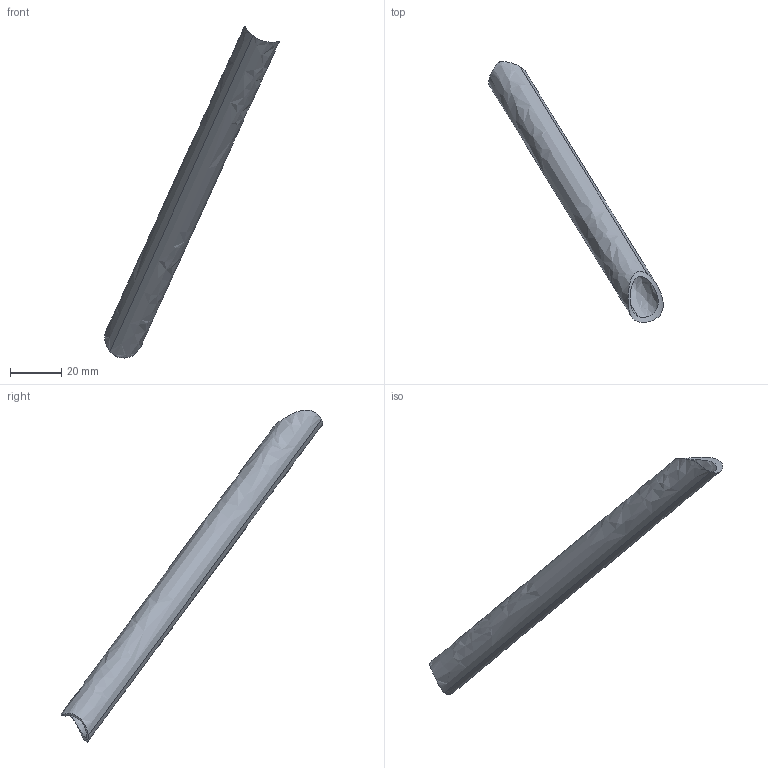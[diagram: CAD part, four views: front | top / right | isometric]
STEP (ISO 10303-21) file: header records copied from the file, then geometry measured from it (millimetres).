
FILE_DESCRIPTION(('CATIA V5 STEP Exchange'),'2;1');
FILE_NAME('65.stp','2017-12-23T19:42:13+00:00',('none'),('none'),'CATIA Version 5 Release 19 SP 2 (IN-10)','CATIA V5 STEP AP203','none');
FILE_SCHEMA(('CONFIG_CONTROL_DESIGN'));
Length unit declared in the file: millimetre
Products named in the file (1): Shape_968
Bounding box: 68.39 x 102.32 x 129.93 mm (x, y, z)
Volume: 9924.8 mm3; surface area: 13411.3 mm2
Topology: 1 solids, 1 shells, 9 faces, 23 edges, 15 vertices
Faces by surface type: cylinder 5, bspline 4
Entity records: 579 total; most frequent: CARTESIAN_POINT 386, ORIENTED_EDGE 46, EDGE_CURVE 23, B_SPLINE_CURVE_WITH_KNOTS 19, VERTEX_POINT 15, EDGE_LOOP 10, ADVANCED_FACE 9, FACE_OUTER_BOUND 9
